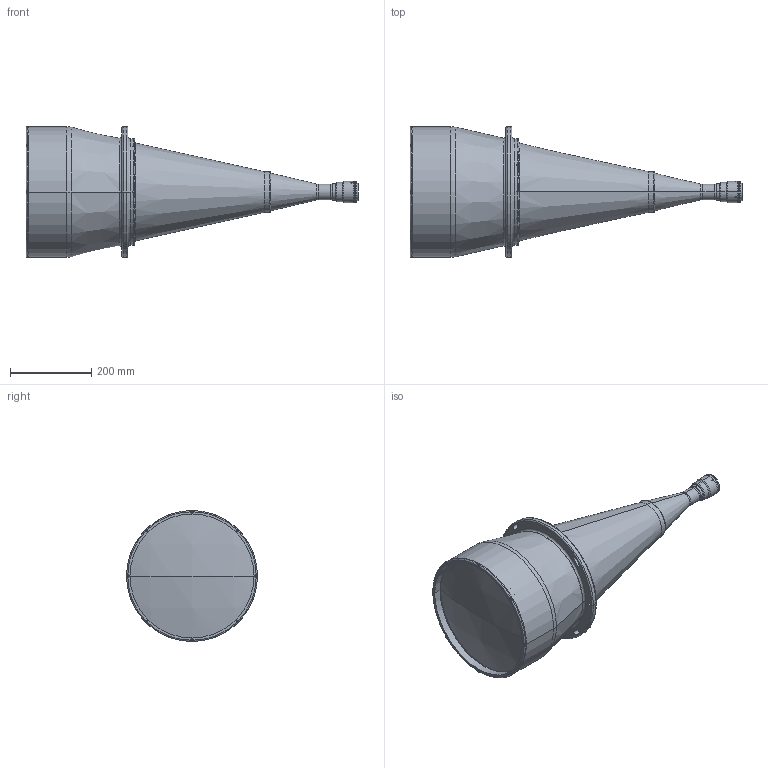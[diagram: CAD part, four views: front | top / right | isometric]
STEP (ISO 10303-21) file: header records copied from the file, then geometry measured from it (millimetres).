
FILE_DESCRIPTION (( 'STEP AP203' ), '1' );
FILE_NAME ('DP71419_TC2MHR240-E.step', '2021-10-04T10:10:20', ( '' ), ( '' ), 'SwSTEP 2.0', 'SolidWorks 2021', '' );
FILE_SCHEMA (( 'CONFIG_CONTROL_DESIGN' ));
Length unit declared in the file: millimetre
Products named in the file (1): DP71419_TC2MHR240-E
Bounding box: 817.03 x 322 x 322 mm (x, y, z)
Surface area: 721284.6 mm2 (no closed solid volume)
Topology: 0 solids, 38 shells, 279 faces, 923 edges, 658 vertices
Faces by surface type: cylinder 107, plane 83, torus 53, cone 28, bspline 6, sphere 2
Entity records: 11513 total; most frequent: CARTESIAN_POINT 3185, DIRECTION 1887, ORIENTED_EDGE 1446, EDGE_CURVE 915, AXIS2_PLACEMENT_3D 770, VERTEX_POINT 658, CIRCLE 496, EDGE_LOOP 360
